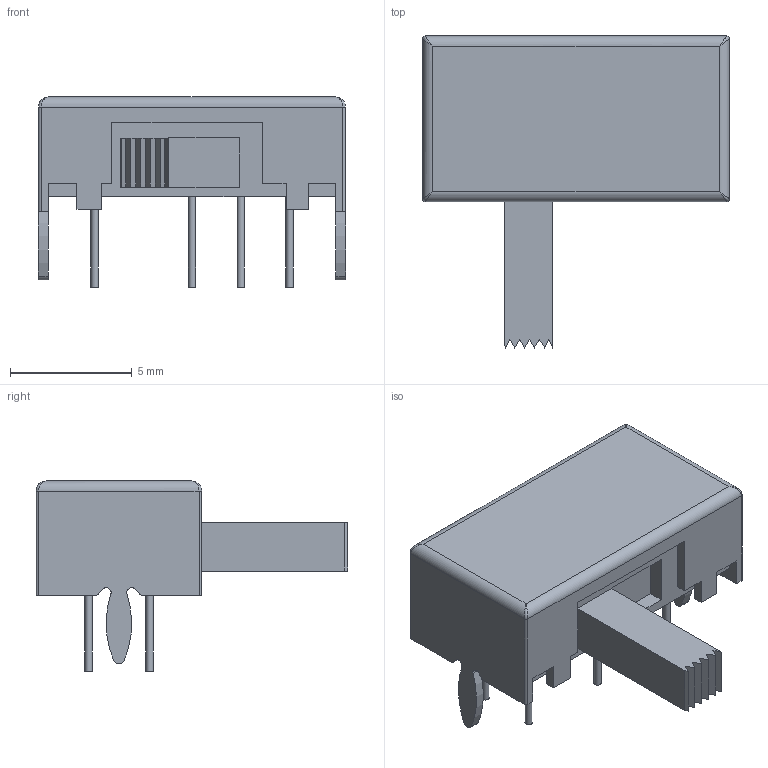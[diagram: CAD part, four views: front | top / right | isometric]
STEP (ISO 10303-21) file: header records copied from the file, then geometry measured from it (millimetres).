
FILE_DESCRIPTION(/* description */ ('Unknown'),/* implementation_level */ '2;1');
FILE_NAME(/* name */ 'EG2310',/* time_stamp */ '2023-08-01T08:57:45+02:00',/* author */ ('Unknown'),/* organization */ ('Unknown'),/* preprocessor_version */ 'ST-DEVELOPER v18.102',/* originating_system */ 'Solid Edge',/* authorisation */ 'Unknown');
FILE_SCHEMA (('AUTOMOTIVE_DESIGN {1 0 10303 214 3 1 1}'));
Length unit declared in the file: millimetre
Products named in the file (1): EG2310
Bounding box: 12.6 x 12.8 x 7.8 mm (x, y, z)
Volume: 368.5 mm3; surface area: 451.9 mm2
Topology: 1 solids, 1 shells, 117 faces, 317 edges, 207 vertices
Faces by surface type: plane 79, cylinder 34, bspline 4
Full cylindrical faces by diameter (mm): 0.3 x8
Entity records: 4416 total; most frequent: CARTESIAN_POINT 672, ORIENTED_EDGE 596, DIRECTION 594, EDGE_CURVE 298, LINE 230, VECTOR 230, VERTEX_POINT 200, AXIS2_PLACEMENT_3D 182
